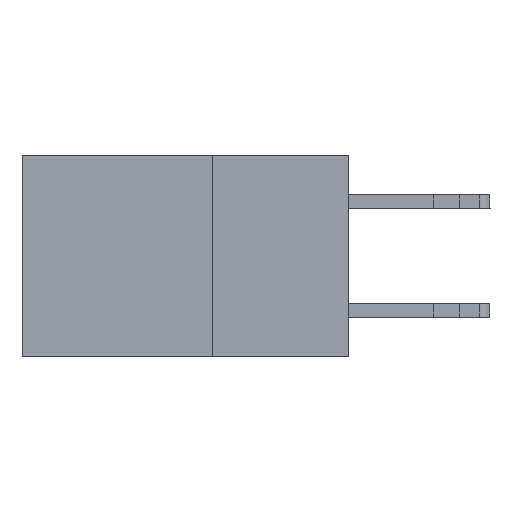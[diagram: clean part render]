
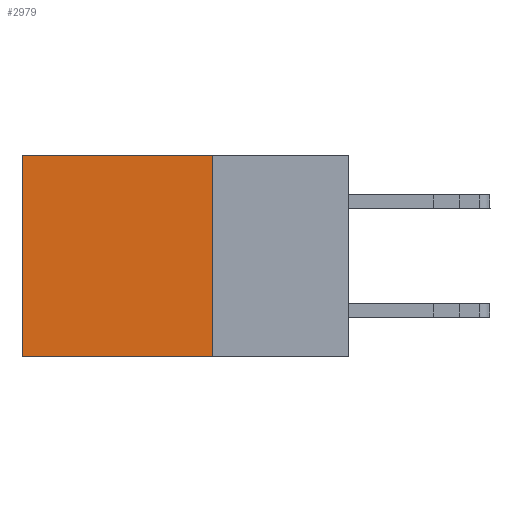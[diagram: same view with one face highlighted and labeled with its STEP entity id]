
A CAD part, left-side view. The second image highlights one B-rep face of the part: STEP entity #2979.
In plain terms, the highlighted planar face has unit normal (-1, 0, 0).
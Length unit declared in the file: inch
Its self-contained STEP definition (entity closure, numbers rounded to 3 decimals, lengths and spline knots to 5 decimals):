
#23 = DIRECTION ( 'NONE',  ( 0., 1., 0. ) ) ;
#73 = EDGE_CURVE ( 'NONE', #9500, #1901, #5587, .T. ) ;
#624 = DIRECTION ( 'NONE',  ( 1., 0., 0. ) ) ;
#1411 = CARTESIAN_POINT ( 'NONE',  ( 0.298, 0.25, -0.37 ) ) ;
#1429 = AXIS2_PLACEMENT_3D ( 'NONE', #2693, #624, #4460 ) ;
#1901 = VERTEX_POINT ( 'NONE', #1411 ) ;
#2024 = LINE ( 'NONE', #10659, #5640 ) ;
#2493 = VECTOR ( 'NONE', #12004, 39.37008 ) ;
#2665 = EDGE_CURVE ( 'NONE', #9500, #10885, #2024, .T. ) ;
#2693 = CARTESIAN_POINT ( 'NONE',  ( 0.298, 0.25, 0. ) ) ;
#2979 = ADVANCED_FACE ( 'NONE', ( #12023 ), #11962, .F. ) ;
#3423 = CARTESIAN_POINT ( 'NONE',  ( 0.298, 0.6, -0.37 ) ) ;
#3807 = LINE ( 'NONE', #6802, #4331 ) ;
#4331 = VECTOR ( 'NONE', #23, 39.37008 ) ;
#4460 = DIRECTION ( 'NONE',  ( 0., 0., -1. ) ) ;
#4499 = EDGE_LOOP ( 'NONE', ( #6769, #10730, #5717, #10372 ) ) ;
#5226 = VERTEX_POINT ( 'NONE', #3423 ) ;
#5587 = LINE ( 'NONE', #6577, #8129 ) ;
#5640 = VECTOR ( 'NONE', #11468, 39.37008 ) ;
#5717 = ORIENTED_EDGE ( 'NONE', *, *, #73, .F. ) ;
#6577 = CARTESIAN_POINT ( 'NONE',  ( 0.298, 0.25, 0. ) ) ;
#6769 = ORIENTED_EDGE ( 'NONE', *, *, #7883, .T. ) ;
#6802 = CARTESIAN_POINT ( 'NONE',  ( 0.298, 0.25, -0.37 ) ) ;
#7188 = CARTESIAN_POINT ( 'NONE',  ( 0.298, 0.6, 0. ) ) ;
#7883 = EDGE_CURVE ( 'NONE', #10885, #5226, #8133, .T. ) ;
#8129 = VECTOR ( 'NONE', #9768, 39.37008 ) ;
#8133 = LINE ( 'NONE', #11000, #2493 ) ;
#9500 = VERTEX_POINT ( 'NONE', #11866 ) ;
#9768 = DIRECTION ( 'NONE',  ( 0., 0., -1. ) ) ;
#9842 = EDGE_CURVE ( 'NONE', #1901, #5226, #3807, .T. ) ;
#10372 = ORIENTED_EDGE ( 'NONE', *, *, #2665, .T. ) ;
#10659 = CARTESIAN_POINT ( 'NONE',  ( 0.298, 0.25, 0. ) ) ;
#10730 = ORIENTED_EDGE ( 'NONE', *, *, #9842, .F. ) ;
#10885 = VERTEX_POINT ( 'NONE', #7188 ) ;
#11000 = CARTESIAN_POINT ( 'NONE',  ( 0.298, 0.6, 0. ) ) ;
#11468 = DIRECTION ( 'NONE',  ( 0., 1., 0. ) ) ;
#11866 = CARTESIAN_POINT ( 'NONE',  ( 0.298, 0.25, 0. ) ) ;
#11962 = PLANE ( 'NONE',  #1429 ) ;
#12004 = DIRECTION ( 'NONE',  ( 0., 0., -1. ) ) ;
#12023 = FACE_OUTER_BOUND ( 'NONE', #4499, .T. ) ;
